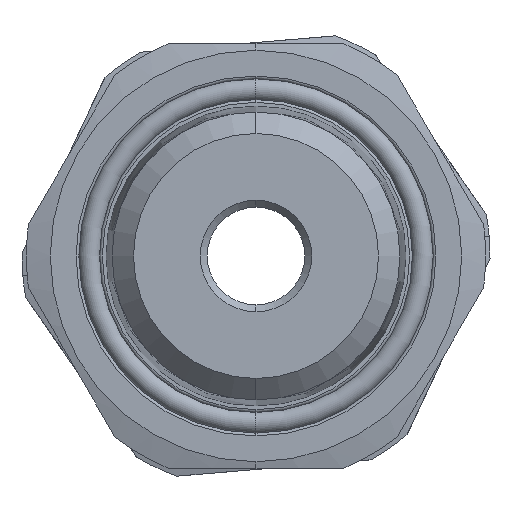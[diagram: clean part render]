
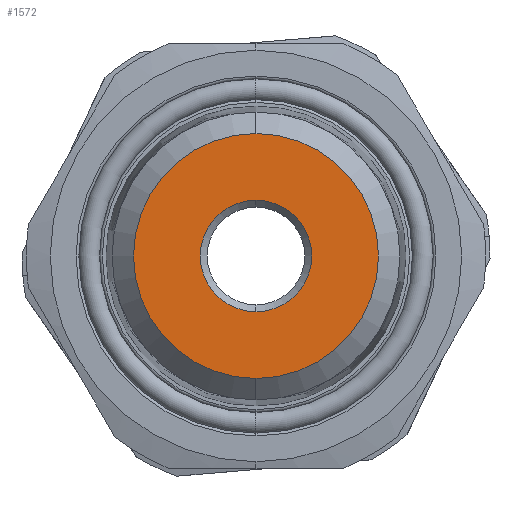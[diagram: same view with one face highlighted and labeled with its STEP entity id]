
A CAD part, left-side view. The second image highlights one B-rep face of the part: STEP entity #1572.
In plain terms, the highlighted planar face has unit normal (-1, 0, 0).
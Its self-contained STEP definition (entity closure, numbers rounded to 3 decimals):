
#34 = AXIS2_PLACEMENT_3D ( 'NONE', #176, #1450, #2709 ) ;
#51 = CARTESIAN_POINT ( 'NONE',  ( 0., 0., 0. ) ) ;
#109 = FACE_BOUND ( 'NONE', #2176, .T. ) ;
#123 = VERTEX_POINT ( 'NONE', #2326 ) ;
#126 = EDGE_LOOP ( 'NONE', ( #1332, #795 ) ) ;
#133 = CIRCLE ( 'NONE', #1166, 8.777 ) ;
#176 = CARTESIAN_POINT ( 'NONE',  ( 0., 0., 0. ) ) ;
#188 = EDGE_CURVE ( 'NONE', #1541, #1095, #1000, .T. ) ;
#261 = DIRECTION ( 'NONE',  ( 0., 0., -1. ) ) ;
#297 = CARTESIAN_POINT ( 'NONE',  ( 0., 0., 8.777 ) ) ;
#359 = DIRECTION ( 'NONE',  ( 0., 0., -1. ) ) ;
#482 = PLANE ( 'NONE',  #2411 ) ;
#530 = EDGE_CURVE ( 'NONE', #1095, #1541, #2601, .T. ) ;
#538 = ORIENTED_EDGE ( 'NONE', *, *, #530, .T. ) ;
#663 = FACE_OUTER_BOUND ( 'NONE', #126, .T. ) ;
#687 = DIRECTION ( 'NONE',  ( 0., 0., -1. ) ) ;
#701 = VERTEX_POINT ( 'NONE', #297 ) ;
#795 = ORIENTED_EDGE ( 'NONE', *, *, #1246, .T. ) ;
#886 = DIRECTION ( 'NONE',  ( -1., 0., 0. ) ) ;
#1000 = CIRCLE ( 'NONE', #34, 4. ) ;
#1095 = VERTEX_POINT ( 'NONE', #1260 ) ;
#1114 = AXIS2_PLACEMENT_3D ( 'NONE', #51, #1536, #261 ) ;
#1166 = AXIS2_PLACEMENT_3D ( 'NONE', #2373, #886, #2165 ) ;
#1246 = EDGE_CURVE ( 'NONE', #701, #123, #133, .T. ) ;
#1260 = CARTESIAN_POINT ( 'NONE',  ( 0., 0., -4. ) ) ;
#1332 = ORIENTED_EDGE ( 'NONE', *, *, #1682, .T. ) ;
#1423 = CARTESIAN_POINT ( 'NONE',  ( 0., 0., 0. ) ) ;
#1450 = DIRECTION ( 'NONE',  ( 1., 0., 0. ) ) ;
#1536 = DIRECTION ( 'NONE',  ( 1., 0., 0. ) ) ;
#1541 = VERTEX_POINT ( 'NONE', #2599 ) ;
#1544 = CIRCLE ( 'NONE', #1779, 8.777 ) ;
#1572 = ADVANCED_FACE ( 'NONE', ( #109, #663 ), #482, .F. ) ;
#1682 = EDGE_CURVE ( 'NONE', #123, #701, #1544, .T. ) ;
#1779 = AXIS2_PLACEMENT_3D ( 'NONE', #1423, #2690, #359 ) ;
#1877 = ORIENTED_EDGE ( 'NONE', *, *, #188, .T. ) ;
#1981 = DIRECTION ( 'NONE',  ( 1., 0., 0. ) ) ;
#2000 = CARTESIAN_POINT ( 'NONE',  ( 0., 0., 0. ) ) ;
#2165 = DIRECTION ( 'NONE',  ( 0., 0., -1. ) ) ;
#2176 = EDGE_LOOP ( 'NONE', ( #1877, #538 ) ) ;
#2326 = CARTESIAN_POINT ( 'NONE',  ( 0., 0., -8.777 ) ) ;
#2373 = CARTESIAN_POINT ( 'NONE',  ( 0., 0., 0. ) ) ;
#2411 = AXIS2_PLACEMENT_3D ( 'NONE', #2000, #1981, #687 ) ;
#2599 = CARTESIAN_POINT ( 'NONE',  ( 0., 0., 4. ) ) ;
#2601 = CIRCLE ( 'NONE', #1114, 4. ) ;
#2690 = DIRECTION ( 'NONE',  ( -1., 0., 0. ) ) ;
#2709 = DIRECTION ( 'NONE',  ( 0., 0., -1. ) ) ;
